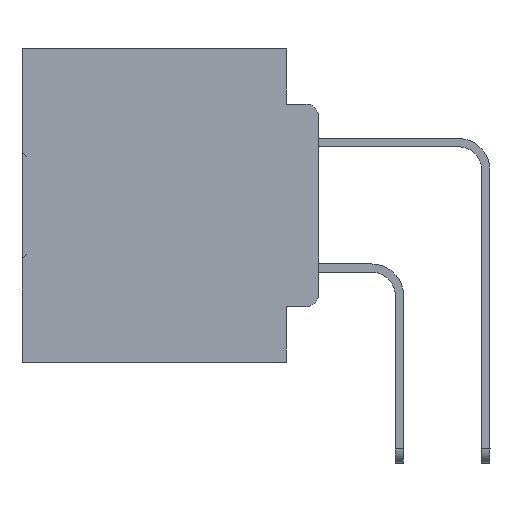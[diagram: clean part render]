
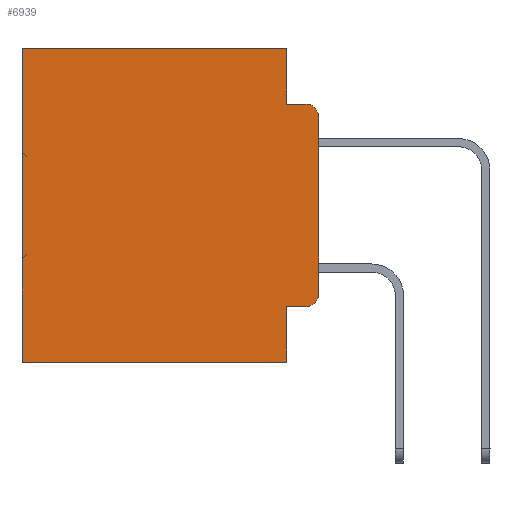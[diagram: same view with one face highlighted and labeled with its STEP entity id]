
A CAD part, left-side view. The second image highlights one B-rep face of the part: STEP entity #6939.
In plain terms, the highlighted planar face has unit normal (-1, 0, 0).
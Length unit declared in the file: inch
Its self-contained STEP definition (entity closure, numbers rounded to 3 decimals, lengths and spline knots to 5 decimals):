
#665 = EDGE_CURVE ( 'NONE', #20880, #13094, #19326, .T. ) ;
#1088 = DIRECTION ( 'NONE',  ( -1., 0., 0. ) ) ;
#1166 = VECTOR ( 'NONE', #15205, 39.37008 ) ;
#2350 = DIRECTION ( 'NONE',  ( 0., -1., 0. ) ) ;
#2536 = LINE ( 'NONE', #30562, #3393 ) ;
#2649 = LINE ( 'NONE', #29522, #10868 ) ;
#3231 = DIRECTION ( 'NONE',  ( 0., 0., -1. ) ) ;
#3232 = EDGE_CURVE ( 'NONE', #19214, #17841, #15419, .T. ) ;
#3286 = AXIS2_PLACEMENT_3D ( 'NONE', #9877, #33421, #27710 ) ;
#3393 = VECTOR ( 'NONE', #18823, 39.37008 ) ;
#3620 = DIRECTION ( 'NONE',  ( 0., 0., -1. ) ) ;
#4239 = CARTESIAN_POINT ( 'NONE',  ( 0.298, 0.051, -0.0885 ) ) ;
#4894 = EDGE_CURVE ( 'NONE', #10677, #36629, #2536, .T. ) ;
#5022 = DIRECTION ( 'NONE',  ( 0., -1., 0. ) ) ;
#5259 = CARTESIAN_POINT ( 'NONE',  ( 0.298, 0.473, 0. ) ) ;
#5579 = ORIENTED_EDGE ( 'NONE', *, *, #28516, .T. ) ;
#5749 = VERTEX_POINT ( 'NONE', #17487 ) ;
#6252 = EDGE_LOOP ( 'NONE', ( #23590, #34356, #25542, #8419, #28702, #5579, #29027, #10750, #10734, #25674 ) ) ;
#6314 = VERTEX_POINT ( 'NONE', #35969 ) ;
#6806 = LINE ( 'NONE', #23153, #32415 ) ;
#6939 = ADVANCED_FACE ( 'NONE', ( #23600 ), #6978, .F. ) ;
#6978 = PLANE ( 'NONE',  #3286 ) ;
#7604 = CARTESIAN_POINT ( 'NONE',  ( 0.298, 0.051, -0.0885 ) ) ;
#7687 = VERTEX_POINT ( 'NONE', #7604 ) ;
#8419 = ORIENTED_EDGE ( 'NONE', *, *, #27880, .F. ) ;
#9877 = CARTESIAN_POINT ( 'NONE',  ( 0.298, 0., 0. ) ) ;
#10099 = EDGE_CURVE ( 'NONE', #5749, #28384, #19209, .T. ) ;
#10139 = CARTESIAN_POINT ( 'NONE',  ( 0.298, 0.051, 0. ) ) ;
#10479 = EDGE_CURVE ( 'NONE', #7687, #28384, #23769, .T. ) ;
#10677 = VERTEX_POINT ( 'NONE', #22838 ) ;
#10734 = ORIENTED_EDGE ( 'NONE', *, *, #34413, .T. ) ;
#10750 = ORIENTED_EDGE ( 'NONE', *, *, #4894, .F. ) ;
#10868 = VECTOR ( 'NONE', #14946, 39.37008 ) ;
#12298 = VECTOR ( 'NONE', #2350, 39.37008 ) ;
#13094 = VERTEX_POINT ( 'NONE', #5259 ) ;
#13581 = CARTESIAN_POINT ( 'NONE',  ( 0.298, 0., 0. ) ) ;
#13799 = EDGE_CURVE ( 'NONE', #5749, #17841, #35870, .T. ) ;
#13961 = DIRECTION ( 'NONE',  ( 0., 1., 0. ) ) ;
#14946 = DIRECTION ( 'NONE',  ( 0., 0., -1. ) ) ;
#15032 = VECTOR ( 'NONE', #5022, 39.37008 ) ;
#15141 = CARTESIAN_POINT ( 'NONE',  ( 0.298, 0., -0.3915 ) ) ;
#15205 = DIRECTION ( 'NONE',  ( 0., 0., -1. ) ) ;
#15419 = CIRCLE ( 'NONE', #22860, 0.02 ) ;
#16436 = CARTESIAN_POINT ( 'NONE',  ( 0.298, 0.02, -0.3915 ) ) ;
#16679 = AXIS2_PLACEMENT_3D ( 'NONE', #36039, #1088, #3620 ) ;
#16908 = CARTESIAN_POINT ( 'NONE',  ( 0.298, 0.02, -0.0885 ) ) ;
#17487 = CARTESIAN_POINT ( 'NONE',  ( 0.298, 0., -0.1085 ) ) ;
#17761 = EDGE_CURVE ( 'NONE', #36629, #6314, #6806, .T. ) ;
#17841 = VERTEX_POINT ( 'NONE', #15141 ) ;
#18823 = DIRECTION ( 'NONE',  ( 0., 0., -1. ) ) ;
#19209 = CIRCLE ( 'NONE', #16679, 0.02 ) ;
#19214 = VERTEX_POINT ( 'NONE', #25689 ) ;
#19326 = LINE ( 'NONE', #13581, #29382 ) ;
#19403 = DIRECTION ( 'NONE',  ( 0., 0., -1. ) ) ;
#20880 = VERTEX_POINT ( 'NONE', #10139 ) ;
#22838 = CARTESIAN_POINT ( 'NONE',  ( 0.298, 0.051, -0.4115 ) ) ;
#22860 = AXIS2_PLACEMENT_3D ( 'NONE', #16436, #36963, #19403 ) ;
#23153 = CARTESIAN_POINT ( 'NONE',  ( 0.298, 0., -0.5 ) ) ;
#23590 = ORIENTED_EDGE ( 'NONE', *, *, #13799, .F. ) ;
#23600 = FACE_OUTER_BOUND ( 'NONE', #6252, .T. ) ;
#23769 = LINE ( 'NONE', #4239, #15032 ) ;
#24459 = CARTESIAN_POINT ( 'NONE',  ( 0.298, 0., 0. ) ) ;
#25542 = ORIENTED_EDGE ( 'NONE', *, *, #10479, .F. ) ;
#25674 = ORIENTED_EDGE ( 'NONE', *, *, #3232, .T. ) ;
#25689 = CARTESIAN_POINT ( 'NONE',  ( 0.298, 0.02, -0.4115 ) ) ;
#25853 = DIRECTION ( 'NONE',  ( 0., 1., 0. ) ) ;
#25905 = CARTESIAN_POINT ( 'NONE',  ( 0.298, 0.051, -0.4115 ) ) ;
#26882 = CARTESIAN_POINT ( 'NONE',  ( 0.298, 0.051, 0. ) ) ;
#27710 = DIRECTION ( 'NONE',  ( 0., 0., -1. ) ) ;
#27880 = EDGE_CURVE ( 'NONE', #20880, #7687, #36908, .T. ) ;
#28384 = VERTEX_POINT ( 'NONE', #16908 ) ;
#28516 = EDGE_CURVE ( 'NONE', #13094, #6314, #2649, .T. ) ;
#28702 = ORIENTED_EDGE ( 'NONE', *, *, #665, .T. ) ;
#29027 = ORIENTED_EDGE ( 'NONE', *, *, #17761, .F. ) ;
#29382 = VECTOR ( 'NONE', #13961, 39.37008 ) ;
#29522 = CARTESIAN_POINT ( 'NONE',  ( 0.298, 0.473, 0. ) ) ;
#29714 = LINE ( 'NONE', #25905, #12298 ) ;
#30144 = CARTESIAN_POINT ( 'NONE',  ( 0.298, 0.051, -0.5 ) ) ;
#30562 = CARTESIAN_POINT ( 'NONE',  ( 0.298, 0.051, 0. ) ) ;
#32415 = VECTOR ( 'NONE', #25853, 39.37008 ) ;
#33421 = DIRECTION ( 'NONE',  ( 1., 0., 0. ) ) ;
#34356 = ORIENTED_EDGE ( 'NONE', *, *, #10099, .T. ) ;
#34413 = EDGE_CURVE ( 'NONE', #10677, #19214, #29714, .T. ) ;
#35870 = LINE ( 'NONE', #24459, #1166 ) ;
#35969 = CARTESIAN_POINT ( 'NONE',  ( 0.298, 0.473, -0.5 ) ) ;
#36039 = CARTESIAN_POINT ( 'NONE',  ( 0.298, 0.02, -0.1085 ) ) ;
#36462 = VECTOR ( 'NONE', #3231, 39.37008 ) ;
#36629 = VERTEX_POINT ( 'NONE', #30144 ) ;
#36908 = LINE ( 'NONE', #26882, #36462 ) ;
#36963 = DIRECTION ( 'NONE',  ( -1., 0., 0. ) ) ;
